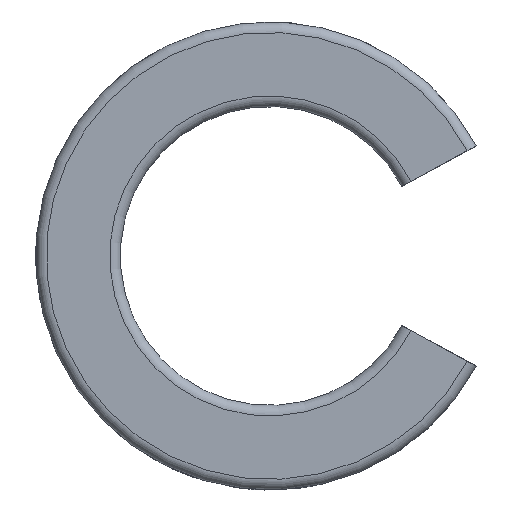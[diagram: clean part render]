
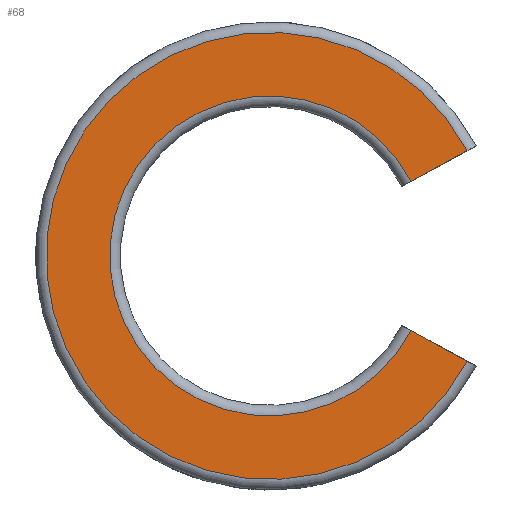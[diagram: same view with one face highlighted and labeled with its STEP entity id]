
A CAD part, left-side view. The second image highlights one B-rep face of the part: STEP entity #68.
In plain terms, the highlighted planar face has unit normal (-1, 0, 0).
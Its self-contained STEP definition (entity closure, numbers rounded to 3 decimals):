
#68 = ADVANCED_FACE( '', ( #138 ), #139, .T. );
#138 = FACE_OUTER_BOUND( '', #241, .T. );
#139 = PLANE( '', #242 );
#241 = EDGE_LOOP( '', ( #385, #386, #387, #388 ) );
#242 = AXIS2_PLACEMENT_3D( '', #389, #390, #391 );
#385 = ORIENTED_EDGE( '', *, *, #502, .F. );
#386 = ORIENTED_EDGE( '', *, *, #492, .T. );
#387 = ORIENTED_EDGE( '', *, *, #463, .T. );
#388 = ORIENTED_EDGE( '', *, *, #481, .T. );
#389 = CARTESIAN_POINT( '', ( 0., 22.438, 0. ) );
#390 = DIRECTION( '', ( -1., 0., 0. ) );
#391 = DIRECTION( '', ( 0., 0., 1. ) );
#463 = EDGE_CURVE( '', #547, #548, #549, .T. );
#481 = EDGE_CURVE( '', #548, #575, #577, .T. );
#492 = EDGE_CURVE( '', #591, #547, #592, .T. );
#502 = EDGE_CURVE( '', #591, #575, #605, .T. );
#547 = VERTEX_POINT( '', #675 );
#548 = VERTEX_POINT( '', #676 );
#549 = CIRCLE( '', #677, 16.063 );
#575 = VERTEX_POINT( '', #741 );
#577 = LINE( '', #752, #753 );
#591 = VERTEX_POINT( '', #825 );
#592 = LINE( '', #826, #827 );
#605 = CIRCLE( '', #862, 22.438 );
#675 = CARTESIAN_POINT( '', ( 0., -14.2, -7.507 ) );
#676 = CARTESIAN_POINT( '', ( 0., -14.2, 7.507 ) );
#677 = AXIS2_PLACEMENT_3D( '', #901, #902, #903 );
#741 = CARTESIAN_POINT( '', ( 0., -19.803, 10.549 ) );
#752 = CARTESIAN_POINT( '', ( 0., -0.374, 0. ) );
#753 = VECTOR( '', #918, 1000. );
#825 = CARTESIAN_POINT( '', ( 0., -19.803, -10.549 ) );
#826 = CARTESIAN_POINT( '', ( 0., -21.176, -11.295 ) );
#827 = VECTOR( '', #927, 1000. );
#862 = AXIS2_PLACEMENT_3D( '', #935, #936, #937 );
#901 = CARTESIAN_POINT( '', ( 0., 0., 0. ) );
#902 = DIRECTION( '', ( 1., 0., 0. ) );
#903 = DIRECTION( '', ( 0., 0., -1. ) );
#918 = DIRECTION( '', ( 0., -0.879, 0.477 ) );
#927 = DIRECTION( '', ( 0., 0.879, 0.477 ) );
#935 = CARTESIAN_POINT( '', ( 0., 0., 0. ) );
#936 = DIRECTION( '', ( 1., 0., 0. ) );
#937 = DIRECTION( '', ( 0., 0., -1. ) );
